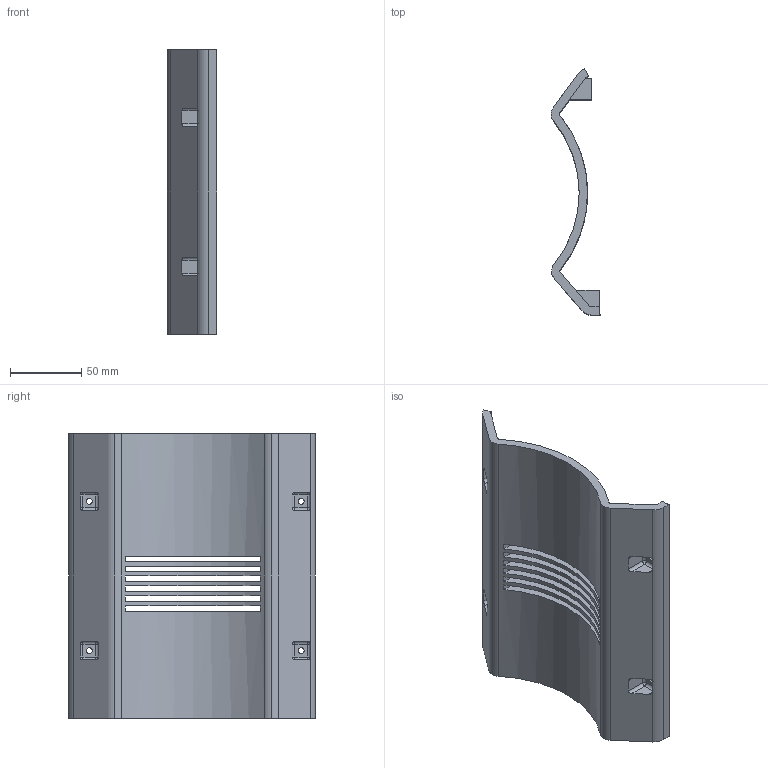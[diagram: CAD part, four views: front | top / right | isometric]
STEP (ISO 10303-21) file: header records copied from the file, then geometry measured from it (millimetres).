
FILE_DESCRIPTION (( 'STEP AP203' ), '1' );
FILE_NAME ('Left Cover.STEP', '2026-01-11T20:14:15', ( '' ), ( '' ), 'SwSTEP 2.0', 'SolidWorks 2024', '' );
FILE_SCHEMA (( 'CONFIG_CONTROL_DESIGN' ));
Length unit declared in the file: millimetre
Products named in the file (1): Left Cover
Bounding box: 35.07 x 173.61 x 200 mm (x, y, z)
Volume: 222336.2 mm3; surface area: 92127.3 mm2
Topology: 1 solids, 1 shells, 145 faces, 385 edges, 238 vertices
Faces by surface type: plane 72, cylinder 57, sphere 16
Entity records: 4462 total; most frequent: CARTESIAN_POINT 793, DIRECTION 771, ORIENTED_EDGE 738, EDGE_CURVE 369, AXIS2_PLACEMENT_3D 272, VERTEX_POINT 230, LINE 227, VECTOR 227
